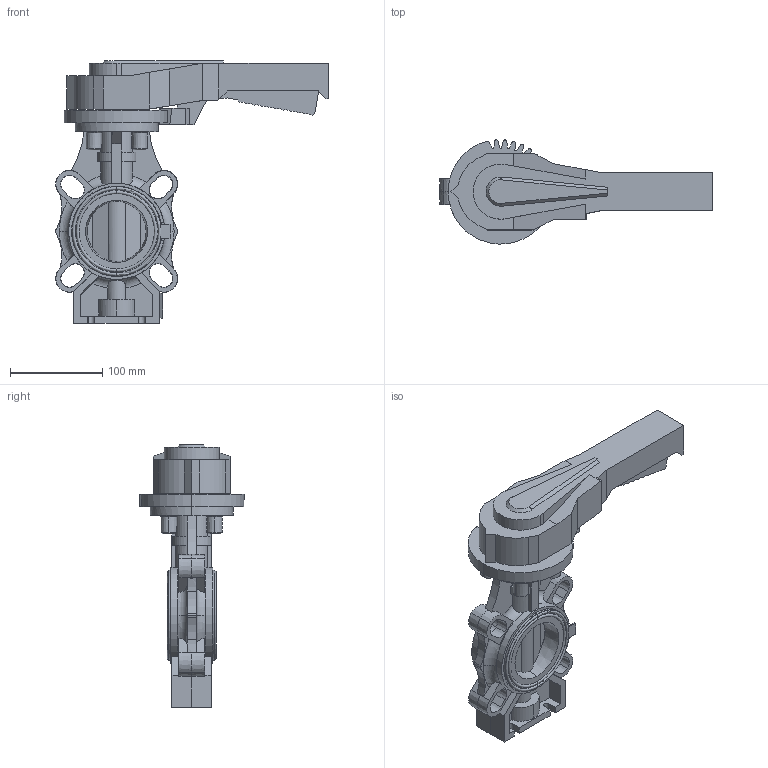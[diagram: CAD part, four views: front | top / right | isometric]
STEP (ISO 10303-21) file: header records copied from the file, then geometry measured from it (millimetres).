
FILE_DESCRIPTION(('STEP AP214'),'1');
FILE_NAME('cctmp_28E6D2CD-13EB-4E3E-838E-6210810BA034_2021_10_25_13_07_27_0624..stp','2021-10-25T11:07:28',('Praher Valves GmbH'),('CADClick - www.CADClick.com'),'Spatial InterOp 3D',' ','unknown authorization');
FILE_SCHEMA(('AUTOMOTIVE_DESIGN'));
Length unit declared in the file: millimetre
Products named in the file (3): cc_unnamed; 129305_1; 129305
Assembly tree (2 placements, depth 2):
  cc_unnamed
    129305_1
    129305
Bounding box: 296.51 x 113.22 x 285.5 mm (x, y, z)
Volume: 1437341.9 mm3; surface area: 217708.7 mm2
Topology: 2 solids, 6 shells, 619 faces, 1682 edges, 1090 vertices
Faces by surface type: plane 282, cone 136, cylinder 123, torus 70, sphere 4, bspline 4
Entity records: 25434 total; most frequent: CARTESIAN_POINT 4274, DIRECTION 3554, ORIENTED_EDGE 3364, EDGE_CURVE 1682, AXIS2_PLACEMENT_3D 1348, VERTEX_POINT 1090, LINE 858, VECTOR 858
